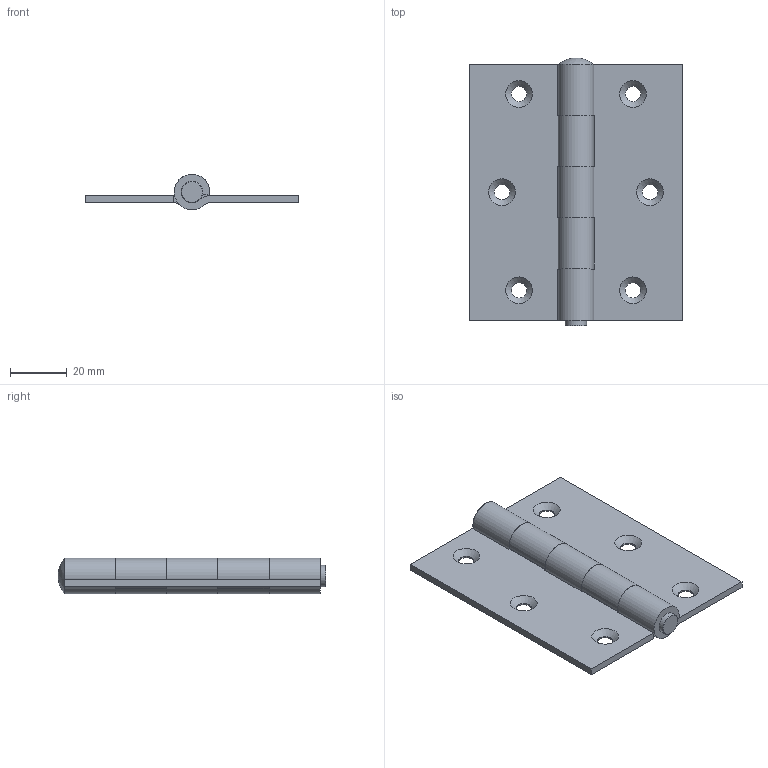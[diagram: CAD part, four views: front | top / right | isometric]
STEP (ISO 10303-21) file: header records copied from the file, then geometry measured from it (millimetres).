
FILE_DESCRIPTION (( 'STEP AP203' ), '1' );
FILE_NAME ('458-12.step', '2021-11-25T13:28:17', ( '' ), ( '' ), 'SwSTEP 2.0', 'SolidWorks 2018', '' );
FILE_SCHEMA (( 'CONFIG_CONTROL_DESIGN' ));
Length unit declared in the file: millimetre
Products named in the file (7): 458-12 Teil3; 458-12 Teil1; 458-12; 458-12 Teil2
Assembly tree (3 placements, depth 2):
  458-12 Teil1
  458-12
    458-12 Teil1
    458-12 Teil2
    458-12 Teil3
  458-12 Teil3
  458-12 Teil2
Bounding box: 75 x 94.14 x 12.47 mm (x, y, z)
Volume: 24673.7 mm3; surface area: 21171.4 mm2
Topology: 3 solids, 3 shells, 253 faces, 678 edges, 452 vertices
Faces by surface type: plane 139, bspline 79, cylinder 27, cone 7, sphere 1
Full cylindrical faces by diameter (mm): 5.4 x6, 7.5 x1
Entity records: 12412 total; most frequent: CARTESIAN_POINT 5995, ORIENTED_EDGE 1316, DIRECTION 924, EDGE_CURVE 658, VERTEX_POINT 446, LINE 438, VECTOR 438, EDGE_LOOP 300
